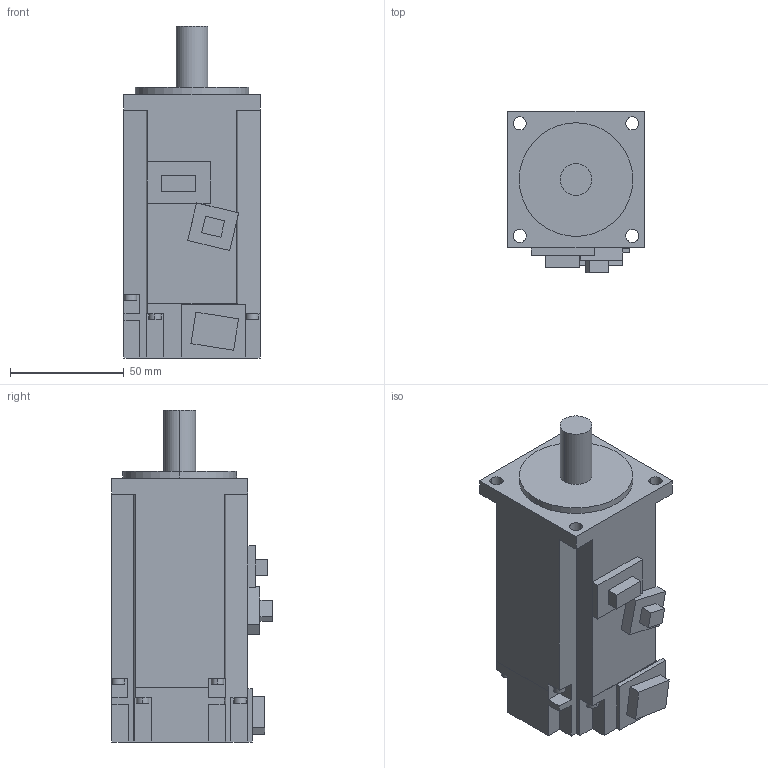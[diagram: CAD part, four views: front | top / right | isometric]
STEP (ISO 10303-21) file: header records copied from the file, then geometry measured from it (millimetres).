
FILE_DESCRIPTION((''),'2;1');
FILE_NAME('HF-KP23B00_B','2010-04-02T',('DD65885'),(''),'PRO/ENGINEER BY PARAMETRIC TECHNOLOGY CORPORATION, 2007390','PRO/ENGINEER BY PARAMETRIC TECHNOLOGY CORPORATION, 2007390','');
FILE_SCHEMA(('CONFIG_CONTROL_DESIGN'));
Length unit declared in the file: millimetre
Products named in the file (1): HF-KP23B00_B
Bounding box: 60 x 70.8 x 146.1 mm (x, y, z)
Volume: 381979.8 mm3; surface area: 39004.6 mm2
Topology: 1 solids, 1 shells, 130 faces, 342 edges, 226 vertices
Faces by surface type: plane 104, cylinder 26
Entity records: 4024 total; most frequent: CARTESIAN_POINT 698, ORIENTED_EDGE 684, DIRECTION 654, EDGE_CURVE 342, VECTOR 290, LINE 290, VERTEX_POINT 226, AXIS2_PLACEMENT_3D 182
